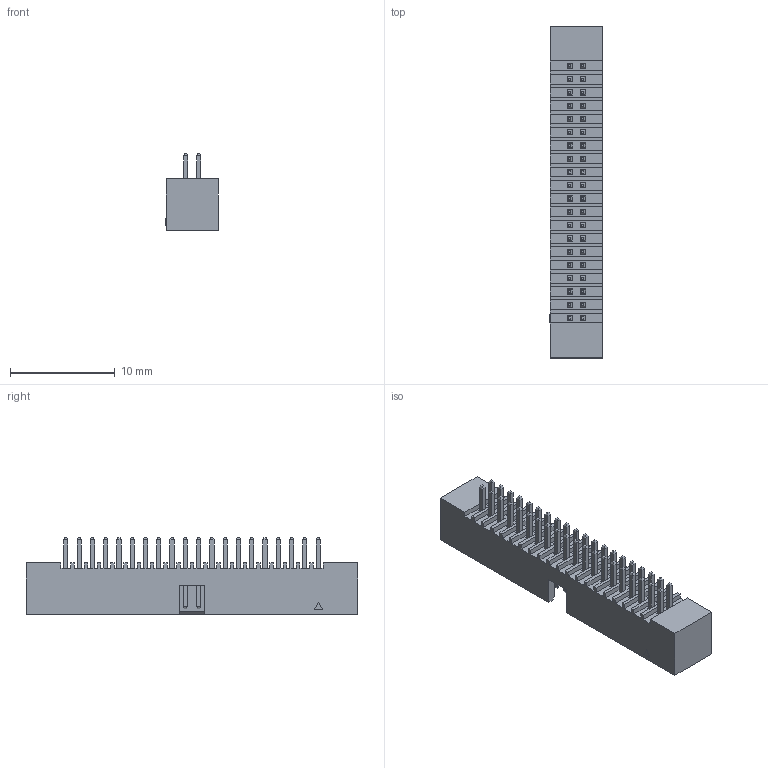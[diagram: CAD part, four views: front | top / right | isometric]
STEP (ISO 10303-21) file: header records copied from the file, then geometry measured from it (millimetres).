
FILE_DESCRIPTION((''),'2;1');
FILE_NAME('2195S-40X_ASM','2020-12-10T10:02:37',('Acer'),(''),'CREO PARAMETRIC BY PTC INC, 2018100','CREO PARAMETRIC BY PTC INC, 2018100','');
FILE_SCHEMA(('CONFIG_CONTROL_DESIGN'));
Length unit declared in the file: millimetre
Products named in the file (3): 801-2195-40; 802A-0_4; 2195S-40X_ASM
Assembly tree (41 placements, depth 2):
  2195S-40X_ASM
    801-2195-40
    802A-0_4  x40
Bounding box: 5.05 x 31.75 x 7.3 mm (x, y, z)
Volume: 439 mm3; surface area: 1450 mm2
Topology: 41 solids, 41 shells, 983 faces, 2216 edges, 1316 vertices
Faces by surface type: plane 983
Entity records: 13322 total; most frequent: CARTESIAN_POINT 2297, ORIENTED_EDGE 2248, DIRECTION 2086, VECTOR 1124, LINE 1124, EDGE_CURVE 1124, VERTEX_POINT 692, EDGE_LOOP 518
